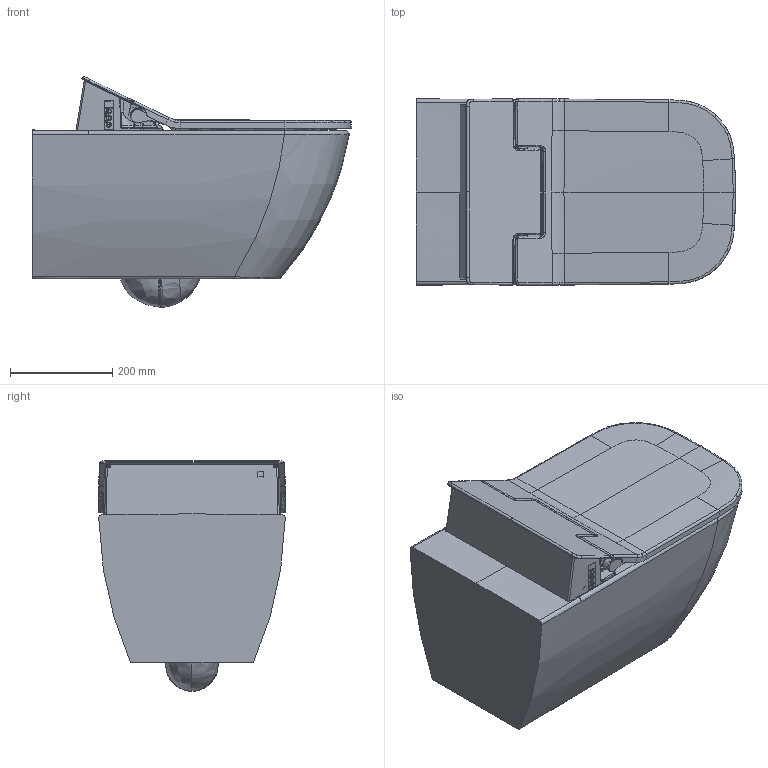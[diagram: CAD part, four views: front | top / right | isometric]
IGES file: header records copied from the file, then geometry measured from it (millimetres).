
Global section: file name: No Iges File Name specified; native system: Autodesk Inventor 2011; preprocessor: AutoDesk Inventor Iges Exporter R2011; author: Administrator; date: 20150706.135615; units: millimetre
Bounding box: 624.88 x 365.21 x 451.76 mm (x, y, z)
Volume: 37927859.1 mm3; surface area: 1941679.4 mm2
Topology: 18 solids, 18 shells, 2946 faces, 12084 edges, 9271 vertices
Faces by surface type: bspline 1386, plane 619, revolution 458, cylinder 312, sphere 90, torus 41, cone 40
